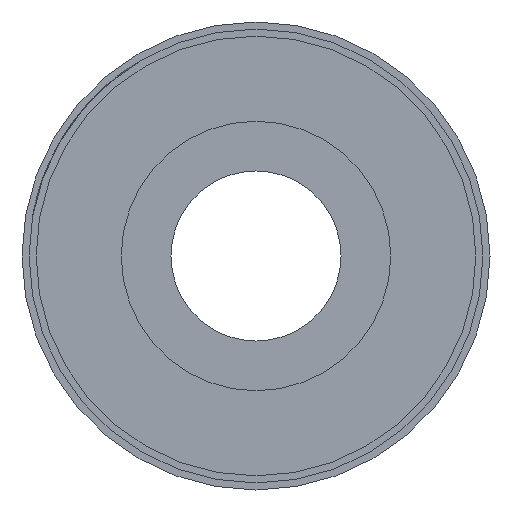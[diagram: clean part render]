
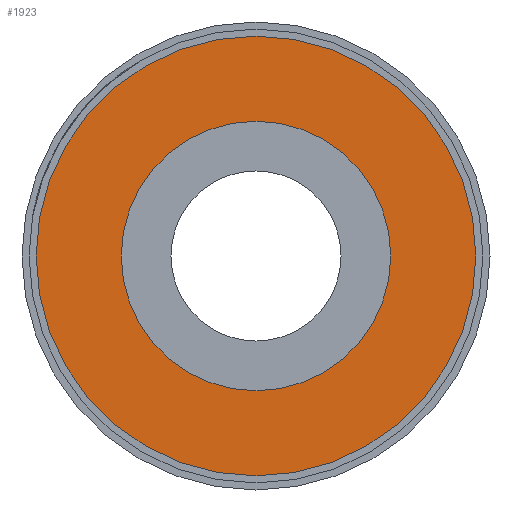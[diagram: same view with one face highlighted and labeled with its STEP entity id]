
A CAD part, left-side view. The second image highlights one B-rep face of the part: STEP entity #1923.
In plain terms, the highlighted planar face has unit normal (-1, 0, 0).
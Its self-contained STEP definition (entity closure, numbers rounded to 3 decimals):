
#457 = CIRCLE ( 'NONE', #7348, 9.5 ) ;
#645 = ORIENTED_EDGE ( 'NONE', *, *, #4139, .T. ) ;
#735 = VERTEX_POINT ( 'NONE', #2049 ) ;
#746 = DIRECTION ( 'NONE',  ( -1., 0., 0. ) ) ;
#849 = VERTEX_POINT ( 'NONE', #955 ) ;
#875 = CARTESIAN_POINT ( 'NONE',  ( 0., 0., -9.5 ) ) ;
#955 = CARTESIAN_POINT ( 'NONE',  ( 0., 0., 15.5 ) ) ;
#960 = AXIS2_PLACEMENT_3D ( 'NONE', #3204, #746, #3164 ) ;
#975 = CARTESIAN_POINT ( 'NONE',  ( 0., 0., 0. ) ) ;
#1243 = ORIENTED_EDGE ( 'NONE', *, *, #4460, .T. ) ;
#1553 = VERTEX_POINT ( 'NONE', #875 ) ;
#1559 = DIRECTION ( 'NONE',  ( -1., 0., 0. ) ) ;
#1923 = ADVANCED_FACE ( 'NONE', ( #3241, #2066 ), #5672, .F. ) ;
#1960 = AXIS2_PLACEMENT_3D ( 'NONE', #975, #1559, #7514 ) ;
#2049 = CARTESIAN_POINT ( 'NONE',  ( 0., 0., -15.5 ) ) ;
#2066 = FACE_OUTER_BOUND ( 'NONE', #4600, .T. ) ;
#2106 = DIRECTION ( 'NONE',  ( 1., 0., 0. ) ) ;
#2183 = CARTESIAN_POINT ( 'NONE',  ( 0., 0., 9.5 ) ) ;
#2233 = DIRECTION ( 'NONE',  ( -1., 0., 0. ) ) ;
#2737 = CARTESIAN_POINT ( 'NONE',  ( 0., 0., 0. ) ) ;
#2905 = ORIENTED_EDGE ( 'NONE', *, *, #4168, .F. ) ;
#3164 = DIRECTION ( 'NONE',  ( 0., 0., 1. ) ) ;
#3204 = CARTESIAN_POINT ( 'NONE',  ( 0., 0., 0. ) ) ;
#3213 = EDGE_CURVE ( 'NONE', #3232, #1553, #4573, .T. ) ;
#3232 = VERTEX_POINT ( 'NONE', #2183 ) ;
#3241 = FACE_BOUND ( 'NONE', #7624, .T. ) ;
#3277 = CARTESIAN_POINT ( 'NONE',  ( 0., 0., 0. ) ) ;
#3406 = DIRECTION ( 'NONE',  ( 0., 0., 1. ) ) ;
#3443 = CARTESIAN_POINT ( 'NONE',  ( 0., 0., 0. ) ) ;
#3839 = AXIS2_PLACEMENT_3D ( 'NONE', #3443, #5171, #5755 ) ;
#4092 = CIRCLE ( 'NONE', #960, 15.5 ) ;
#4139 = EDGE_CURVE ( 'NONE', #849, #735, #6095, .T. ) ;
#4168 = EDGE_CURVE ( 'NONE', #1553, #3232, #457, .T. ) ;
#4460 = EDGE_CURVE ( 'NONE', #735, #849, #4092, .T. ) ;
#4495 = DIRECTION ( 'NONE',  ( 0., 0., -1. ) ) ;
#4573 = CIRCLE ( 'NONE', #1960, 9.5 ) ;
#4600 = EDGE_LOOP ( 'NONE', ( #645, #1243 ) ) ;
#5097 = ORIENTED_EDGE ( 'NONE', *, *, #3213, .F. ) ;
#5171 = DIRECTION ( 'NONE',  ( -1., 0., 0. ) ) ;
#5672 = PLANE ( 'NONE',  #6323 ) ;
#5755 = DIRECTION ( 'NONE',  ( 0., 0., 1. ) ) ;
#6095 = CIRCLE ( 'NONE', #3839, 15.5 ) ;
#6323 = AXIS2_PLACEMENT_3D ( 'NONE', #3277, #2106, #4495 ) ;
#7348 = AXIS2_PLACEMENT_3D ( 'NONE', #2737, #2233, #3406 ) ;
#7514 = DIRECTION ( 'NONE',  ( 0., 0., 1. ) ) ;
#7624 = EDGE_LOOP ( 'NONE', ( #5097, #2905 ) ) ;
